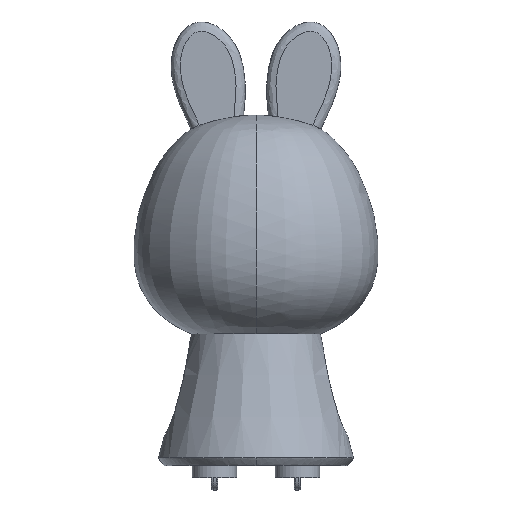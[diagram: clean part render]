
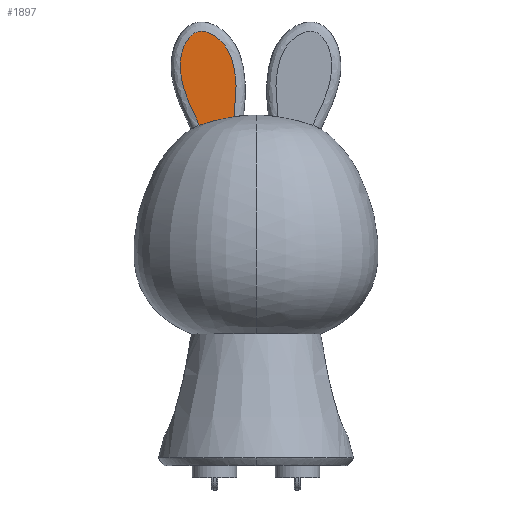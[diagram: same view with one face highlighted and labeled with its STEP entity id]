
A CAD part, front view. The second image highlights one B-rep face of the part: STEP entity #1897.
In plain terms, the highlighted planar face has unit normal (0, -1, 0).
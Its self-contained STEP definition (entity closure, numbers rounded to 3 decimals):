
#49=(
BOUNDED_CURVE()
B_SPLINE_CURVE(5,(#10507,#10508,#10509,#10510,#10511,#10512,#10513,#10514,
#10515,#10516,#10517,#10518),.UNSPECIFIED.,.F.,.F.)
B_SPLINE_CURVE_WITH_KNOTS((6,1,1,1,1,1,1,6),(0.099,0.109,
0.127,0.145,0.164,0.182,
0.2,0.214),.UNSPECIFIED.)
CURVE()
GEOMETRIC_REPRESENTATION_ITEM()
RATIONAL_B_SPLINE_CURVE((1.,1.,1.,1.,1.,1.,1.,1.,1.,1.,1.,1.))
REPRESENTATION_ITEM('')
);
#146=B_SPLINE_CURVE_WITH_KNOTS('',3,(#11440,#11441,#11442,#11443,#11444,
#11445,#11446,#11447,#11448,#11449,#11450,#11451,#11452,#11453,#11454,#11455,
#11456,#11457,#11458,#11459,#11460,#11461,#11462,#11463),.UNSPECIFIED.,
 .F.,.F.,(4,2,1,1,1,1,1,1,1,1,1,1,1,1,1,1,1,1,2,4),(-6.82,-6.742,
-5.779,-5.297,-4.816,-4.173,
-3.852,-3.612,-3.491,-3.371,
-3.251,-3.13,-2.889,-2.568,
-1.926,-1.445,-0.963,-0.482,
0.,0.012),.UNSPECIFIED.);
#364=FACE_OUTER_BOUND('',#498,.T.);
#498=EDGE_LOOP('',(#1711,#1712));
#910=VERTEX_POINT('',#10493);
#911=VERTEX_POINT('',#10506);
#1170=EDGE_CURVE('',#910,#911,#49,.T.);
#1182=EDGE_CURVE('',#910,#911,#146,.T.);
#1711=ORIENTED_EDGE('',*,*,#1182,.T.);
#1712=ORIENTED_EDGE('',*,*,#1170,.F.);
#1788=PLANE('',#2098);
#1897=ADVANCED_FACE('',(#364),#1788,.T.);
#2098=AXIS2_PLACEMENT_3D('',#11464,#2502,#2503);
#2502=DIRECTION('center_axis',(0.,-1.,0.));
#2503=DIRECTION('ref_axis',(-1.,0.,0.));
#10493=CARTESIAN_POINT('',(-6.505,19.802,70.169));
#10506=CARTESIAN_POINT('',(-17.861,19.802,67.349));
#10507=CARTESIAN_POINT('Ctrl Pts',(-6.505,19.802,70.169));
#10508=CARTESIAN_POINT('Ctrl Pts',(-6.694,19.802,70.139));
#10509=CARTESIAN_POINT('Ctrl Pts',(-7.213,19.802,70.054));
#10510=CARTESIAN_POINT('Ctrl Pts',(-8.082,19.802,69.903));
#10511=CARTESIAN_POINT('Ctrl Pts',(-9.334,19.802,69.667));
#10512=CARTESIAN_POINT('Ctrl Pts',(-11.005,19.802,69.321));
#10513=CARTESIAN_POINT('Ctrl Pts',(-12.881,19.802,68.888));
#10514=CARTESIAN_POINT('Ctrl Pts',(-14.667,19.802,68.421));
#10515=CARTESIAN_POINT('Ctrl Pts',(-16.04,19.802,68.005));
#10516=CARTESIAN_POINT('Ctrl Pts',(-17.009,19.802,67.672));
#10517=CARTESIAN_POINT('Ctrl Pts',(-17.607,19.802,67.448));
#10518=CARTESIAN_POINT('Ctrl Pts',(-17.861,19.802,67.349));
#11440=CARTESIAN_POINT('Ctrl Pts',(-6.505,19.802,70.169));
#11441=CARTESIAN_POINT('Ctrl Pts',(-6.472,19.802,70.427));
#11442=CARTESIAN_POINT('Ctrl Pts',(-6.44,19.802,70.685));
#11443=CARTESIAN_POINT('Ctrl Pts',(-6.002,19.802,74.127));
#11444=CARTESIAN_POINT('Ctrl Pts',(-5.654,19.802,78.944));
#11445=CARTESIAN_POINT('Ctrl Pts',(-6.246,19.802,85.354));
#11446=CARTESIAN_POINT('Ctrl Pts',(-7.604,19.802,90.556));
#11447=CARTESIAN_POINT('Ctrl Pts',(-10.24,19.802,94.714));
#11448=CARTESIAN_POINT('Ctrl Pts',(-13.509,19.802,97.119));
#11449=CARTESIAN_POINT('Ctrl Pts',(-15.639,19.802,97.966));
#11450=CARTESIAN_POINT('Ctrl Pts',(-17.248,19.802,98.136));
#11451=CARTESIAN_POINT('Ctrl Pts',(-18.45,19.802,97.953));
#11452=CARTESIAN_POINT('Ctrl Pts',(-19.552,19.802,97.442));
#11453=CARTESIAN_POINT('Ctrl Pts',(-20.823,19.802,96.448));
#11454=CARTESIAN_POINT('Ctrl Pts',(-22.231,19.802,94.64));
#11455=CARTESIAN_POINT('Ctrl Pts',(-23.887,19.802,90.949));
#11456=CARTESIAN_POINT('Ctrl Pts',(-24.388,19.802,86.075));
#11457=CARTESIAN_POINT('Ctrl Pts',(-23.434,19.802,80.788));
#11458=CARTESIAN_POINT('Ctrl Pts',(-21.914,19.802,76.211));
#11459=CARTESIAN_POINT('Ctrl Pts',(-20.057,19.802,71.771));
#11460=CARTESIAN_POINT('Ctrl Pts',(-18.657,19.802,68.879));
#11461=CARTESIAN_POINT('Ctrl Pts',(-17.898,19.802,67.42));
#11462=CARTESIAN_POINT('Ctrl Pts',(-17.879,19.802,67.385));
#11463=CARTESIAN_POINT('Ctrl Pts',(-17.861,19.802,67.349));
#11464=CARTESIAN_POINT('Origin',(-14.994,19.802,83.621));
